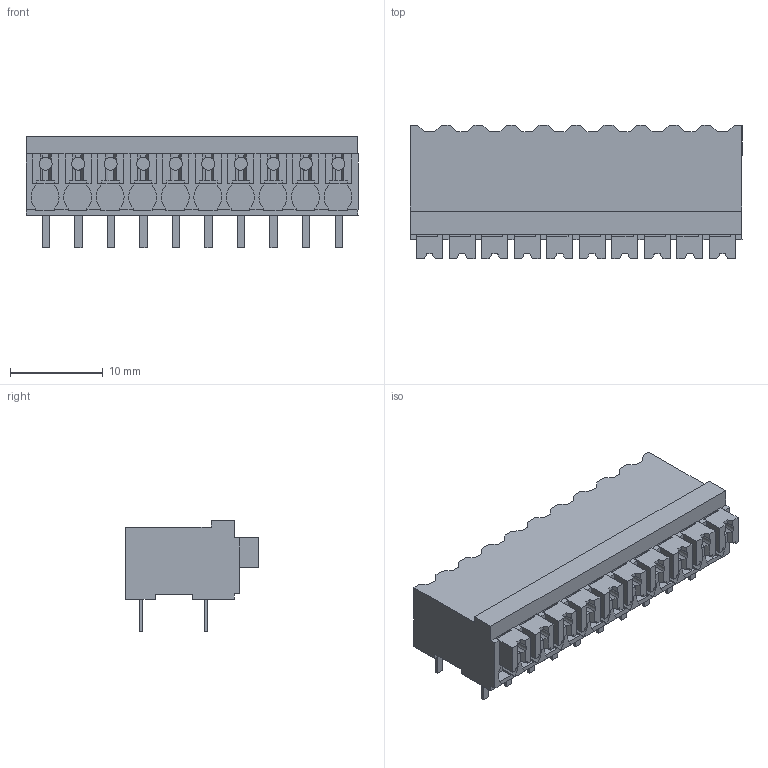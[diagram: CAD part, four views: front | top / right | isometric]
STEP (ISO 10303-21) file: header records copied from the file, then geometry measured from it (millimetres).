
FILE_DESCRIPTION(('CATIA V5 STEP Exchange','CAx-IF Rec.Pracs.--- Model Styling and Organization---1.2---2011-12-15'),'2;1');
FILE_NAME ('D1458092_0', '2018-03-15T05:12:23+00:00', ('none'), ('Weidmueller'), 'CATIA Version 5-6 Release 2014', 'CATIA V5 STEP AP214', 'none');
FILE_SCHEMA(('AUTOMOTIVE_DESIGN { 1 0 10303 214 1 1 1 1 }'));
Length unit declared in the file: millimetre
Products named in the file (1): 1875130000
Bounding box: 35.7 x 14.3 x 12 mm (x, y, z)
Volume: 3041.2 mm3; surface area: 3035.4 mm2
Topology: 31 solids, 31 shells, 776 faces, 2182 edges, 1458 vertices
Faces by surface type: plane 656, cylinder 120
Entity records: 22782 total; most frequent: CARTESIAN_POINT 4383, ORIENTED_EDGE 4364, DIRECTION 2866, EDGE_CURVE 2182, VECTOR 1932, LINE 1932, VERTEX_POINT 1458, EDGE_LOOP 786
